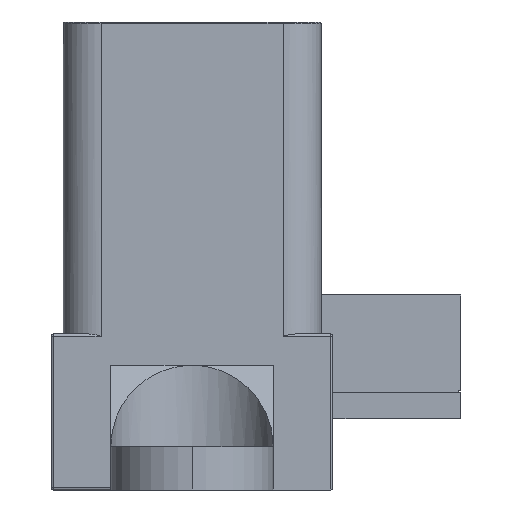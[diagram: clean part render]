
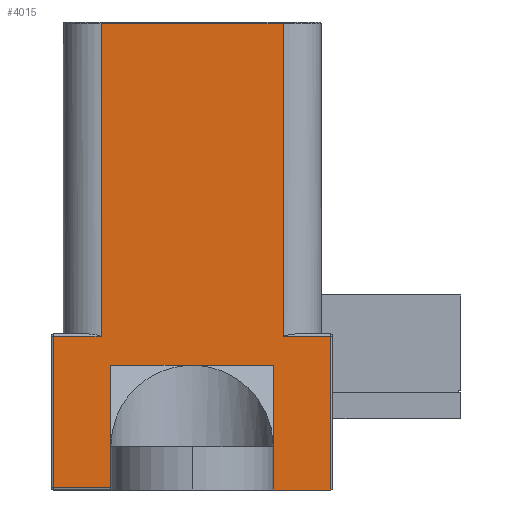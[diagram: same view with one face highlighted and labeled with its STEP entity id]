
A CAD part, left-side view. The second image highlights one B-rep face of the part: STEP entity #4015.
In plain terms, the highlighted planar face has unit normal (-1, 0, 0).
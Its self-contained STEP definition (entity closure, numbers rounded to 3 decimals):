
#18 = EDGE_CURVE ( 'NONE', #5454, #6698, #5976, .T. ) ;
#61 = DIRECTION ( 'NONE',  ( 0., 0., 1. ) ) ;
#86 = EDGE_LOOP ( 'NONE', ( #4757, #4905, #9762, #4606, #16093, #2432, #2101, #7243, #15407, #5311, #11173, #10420, #4134 ) ) ;
#334 = AXIS2_PLACEMENT_3D ( 'NONE', #11220, #5010, #3787 ) ;
#421 = EDGE_CURVE ( 'NONE', #15872, #11152, #12795, .T. ) ;
#447 = CARTESIAN_POINT ( 'NONE',  ( -14.75, 6.5, 5.75 ) ) ;
#542 = VERTEX_POINT ( 'NONE', #5851 ) ;
#551 = VECTOR ( 'NONE', #13882, 1000. ) ;
#1088 = CARTESIAN_POINT ( 'NONE',  ( -14.75, 6.4, 21.6 ) ) ;
#1220 = EDGE_CURVE ( 'NONE', #11221, #13227, #5756, .T. ) ;
#1308 = CARTESIAN_POINT ( 'NONE',  ( -14.75, -6.4, 7.1 ) ) ;
#1325 = LINE ( 'NONE', #3624, #8392 ) ;
#1693 = DIRECTION ( 'NONE',  ( 0., -1., 0. ) ) ;
#1783 = EDGE_CURVE ( 'NONE', #1997, #11221, #5382, .T. ) ;
#1788 = CARTESIAN_POINT ( 'NONE',  ( -14.75, -6.5, 0.1 ) ) ;
#1872 = FACE_OUTER_BOUND ( 'NONE', #86, .T. ) ;
#1997 = VERTEX_POINT ( 'NONE', #2868 ) ;
#2101 = ORIENTED_EDGE ( 'NONE', *, *, #13083, .F. ) ;
#2147 = CARTESIAN_POINT ( 'NONE',  ( -14.75, -4.2, 21.55 ) ) ;
#2265 = VECTOR ( 'NONE', #61, 1000. ) ;
#2314 = EDGE_CURVE ( 'NONE', #542, #8599, #13047, .T. ) ;
#2432 = ORIENTED_EDGE ( 'NONE', *, *, #2314, .T. ) ;
#2868 = CARTESIAN_POINT ( 'NONE',  ( -14.75, -3.75, 0. ) ) ;
#3051 = LINE ( 'NONE', #11538, #8465 ) ;
#3550 = LINE ( 'NONE', #1088, #12844 ) ;
#3624 = CARTESIAN_POINT ( 'NONE',  ( -14.75, -4.2, 7.1 ) ) ;
#3787 = DIRECTION ( 'NONE',  ( 0., 0., -1. ) ) ;
#3911 = CARTESIAN_POINT ( 'NONE',  ( -14.75, 6.5, 5.75 ) ) ;
#3920 = CARTESIAN_POINT ( 'NONE',  ( -14.75, -6.5, 0. ) ) ;
#4015 = ADVANCED_FACE ( 'NONE', ( #1872 ), #14981, .F. ) ;
#4107 = CARTESIAN_POINT ( 'NONE',  ( -14.75, -3.75, 21.6 ) ) ;
#4134 = ORIENTED_EDGE ( 'NONE', *, *, #4679, .T. ) ;
#4411 = VERTEX_POINT ( 'NONE', #13355 ) ;
#4604 = CARTESIAN_POINT ( 'NONE',  ( -14.75, 4.2, 17.1 ) ) ;
#4606 = ORIENTED_EDGE ( 'NONE', *, *, #18, .T. ) ;
#4679 = EDGE_CURVE ( 'NONE', #13227, #4411, #1325, .T. ) ;
#4757 = ORIENTED_EDGE ( 'NONE', *, *, #12138, .T. ) ;
#4905 = ORIENTED_EDGE ( 'NONE', *, *, #8619, .T. ) ;
#4928 = DIRECTION ( 'NONE',  ( 0., 1., 0. ) ) ;
#4984 = CARTESIAN_POINT ( 'NONE',  ( -14.75, 3.75, 21.6 ) ) ;
#5010 = DIRECTION ( 'NONE',  ( 1., 0., 0. ) ) ;
#5208 = CARTESIAN_POINT ( 'NONE',  ( -14.75, 0., 5.75 ) ) ;
#5311 = ORIENTED_EDGE ( 'NONE', *, *, #5988, .T. ) ;
#5382 = LINE ( 'NONE', #3920, #551 ) ;
#5454 = VERTEX_POINT ( 'NONE', #6340 ) ;
#5602 = CARTESIAN_POINT ( 'NONE',  ( -14.75, -6.4, 21.6 ) ) ;
#5704 = EDGE_CURVE ( 'NONE', #5454, #14434, #12275, .T. ) ;
#5756 = LINE ( 'NONE', #5602, #11240 ) ;
#5851 = CARTESIAN_POINT ( 'NONE',  ( -14.75, 6.4, 0.1 ) ) ;
#5976 = LINE ( 'NONE', #10951, #14091 ) ;
#5988 = EDGE_CURVE ( 'NONE', #15746, #1997, #6894, .T. ) ;
#6018 = CARTESIAN_POINT ( 'NONE',  ( -14.75, 3.75, 5.75 ) ) ;
#6197 = VECTOR ( 'NONE', #11356, 1000. ) ;
#6340 = CARTESIAN_POINT ( 'NONE',  ( -14.75, 4.2, 7.1 ) ) ;
#6698 = VERTEX_POINT ( 'NONE', #15568 ) ;
#6703 = EDGE_CURVE ( 'NONE', #11152, #15746, #9190, .T. ) ;
#6894 = LINE ( 'NONE', #4107, #12833 ) ;
#6920 = EDGE_CURVE ( 'NONE', #6698, #542, #3550, .T. ) ;
#7100 = DIRECTION ( 'NONE',  ( 0., -1., 0. ) ) ;
#7120 = VECTOR ( 'NONE', #13326, 1000. ) ;
#7243 = ORIENTED_EDGE ( 'NONE', *, *, #421, .T. ) ;
#7402 = VECTOR ( 'NONE', #11880, 1000. ) ;
#7824 = LINE ( 'NONE', #13864, #2265 ) ;
#8392 = VECTOR ( 'NONE', #4928, 1000. ) ;
#8465 = VECTOR ( 'NONE', #9097, 1000. ) ;
#8599 = VERTEX_POINT ( 'NONE', #8698 ) ;
#8619 = EDGE_CURVE ( 'NONE', #15299, #14434, #3051, .T. ) ;
#8698 = CARTESIAN_POINT ( 'NONE',  ( -14.75, 3.75, 0.1 ) ) ;
#9097 = DIRECTION ( 'NONE',  ( 0., 1., 0. ) ) ;
#9124 = CARTESIAN_POINT ( 'NONE',  ( -14.75, -6.4, 0. ) ) ;
#9190 = LINE ( 'NONE', #447, #7402 ) ;
#9762 = ORIENTED_EDGE ( 'NONE', *, *, #5704, .F. ) ;
#10420 = ORIENTED_EDGE ( 'NONE', *, *, #1220, .T. ) ;
#10951 = CARTESIAN_POINT ( 'NONE',  ( -14.75, 6.5, 7.1 ) ) ;
#11152 = VERTEX_POINT ( 'NONE', #5208 ) ;
#11173 = ORIENTED_EDGE ( 'NONE', *, *, #1783, .T. ) ;
#11220 = CARTESIAN_POINT ( 'NONE',  ( -14.75, -6.5, 21.6 ) ) ;
#11221 = VERTEX_POINT ( 'NONE', #9124 ) ;
#11240 = VECTOR ( 'NONE', #11960, 1000. ) ;
#11356 = DIRECTION ( 'NONE',  ( 0., 0., -1. ) ) ;
#11538 = CARTESIAN_POINT ( 'NONE',  ( -14.75, 4.2, 21.55 ) ) ;
#11880 = DIRECTION ( 'NONE',  ( 0., -1., 0. ) ) ;
#11960 = DIRECTION ( 'NONE',  ( 0., 0., 1. ) ) ;
#12138 = EDGE_CURVE ( 'NONE', #4411, #15299, #7824, .T. ) ;
#12275 = LINE ( 'NONE', #4604, #7120 ) ;
#12795 = LINE ( 'NONE', #3911, #14891 ) ;
#12833 = VECTOR ( 'NONE', #15459, 1000. ) ;
#12844 = VECTOR ( 'NONE', #13507, 1000. ) ;
#13047 = LINE ( 'NONE', #1788, #14927 ) ;
#13083 = EDGE_CURVE ( 'NONE', #15872, #8599, #13808, .T. ) ;
#13227 = VERTEX_POINT ( 'NONE', #1308 ) ;
#13326 = DIRECTION ( 'NONE',  ( 0., 0., 1. ) ) ;
#13355 = CARTESIAN_POINT ( 'NONE',  ( -14.75, -4.2, 7.1 ) ) ;
#13507 = DIRECTION ( 'NONE',  ( 0., 0., -1. ) ) ;
#13808 = LINE ( 'NONE', #4984, #6197 ) ;
#13864 = CARTESIAN_POINT ( 'NONE',  ( -14.75, -4.2, 17.1 ) ) ;
#13882 = DIRECTION ( 'NONE',  ( 0., -1., 0. ) ) ;
#14091 = VECTOR ( 'NONE', #15947, 1000. ) ;
#14434 = VERTEX_POINT ( 'NONE', #15721 ) ;
#14891 = VECTOR ( 'NONE', #1693, 1000. ) ;
#14927 = VECTOR ( 'NONE', #7100, 1000. ) ;
#14981 = PLANE ( 'NONE',  #334 ) ;
#15299 = VERTEX_POINT ( 'NONE', #2147 ) ;
#15364 = CARTESIAN_POINT ( 'NONE',  ( -14.75, -3.75, 5.75 ) ) ;
#15407 = ORIENTED_EDGE ( 'NONE', *, *, #6703, .T. ) ;
#15459 = DIRECTION ( 'NONE',  ( 0., 0., -1. ) ) ;
#15568 = CARTESIAN_POINT ( 'NONE',  ( -14.75, 6.4, 7.1 ) ) ;
#15721 = CARTESIAN_POINT ( 'NONE',  ( -14.75, 4.2, 21.55 ) ) ;
#15746 = VERTEX_POINT ( 'NONE', #15364 ) ;
#15872 = VERTEX_POINT ( 'NONE', #6018 ) ;
#15947 = DIRECTION ( 'NONE',  ( 0., 1., 0. ) ) ;
#16093 = ORIENTED_EDGE ( 'NONE', *, *, #6920, .T. ) ;
